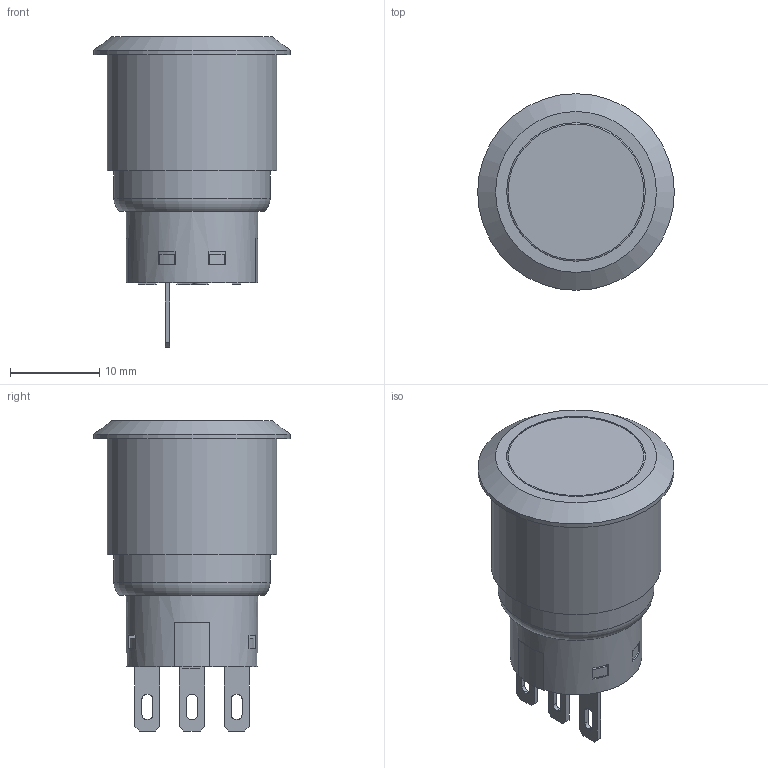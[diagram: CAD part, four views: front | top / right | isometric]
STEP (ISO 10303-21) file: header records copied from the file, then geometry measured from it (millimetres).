
FILE_DESCRIPTION(/* description */ (''),/* implementation_level */ '2;1');
FILE_NAME(/* name */ 'ULV4F2Bxx.stp',/* time_stamp */ '2024-02-28T08:13:41-06:00',/* author */ ('mwilliams'),/* organization */ (''),/* preprocessor_version */ 'ST-DEVELOPER v18.1',/* originating_system */ 'Autodesk Inventor 2022',/* authorisation */ '');
FILE_SCHEMA (('AUTOMOTIVE_DESIGN { 1 0 10303 214 3 1 1 }'));
Length unit declared in the file: inch
Products named in the file (1): ULV4F2Bxx
Bounding box: 22 x 22 x 34.7 mm (x, y, z)
Volume: 6306.2 mm3; surface area: 3157.9 mm2
Topology: 1 solids, 1 shells, 214 faces, 598 edges, 393 vertices
Faces by surface type: plane 139, bspline 46, cylinder 26, torus 2, cone 1
Full cylindrical faces by diameter (mm): 13.3 x1, 14.7 x1, 15.5 x1, 17.5 x1, 19 x1, 22 x1
Entity records: 7409 total; most frequent: CARTESIAN_POINT 1804, ORIENTED_EDGE 1196, DIRECTION 951, EDGE_CURVE 598, LINE 399, VECTOR 399, VERTEX_POINT 393, AXIS2_PLACEMENT_3D 276
